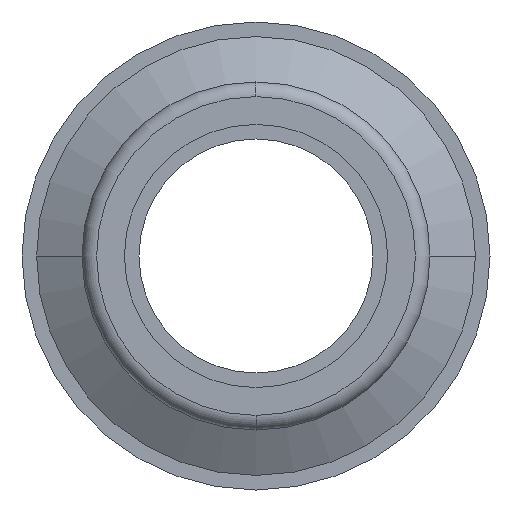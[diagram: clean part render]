
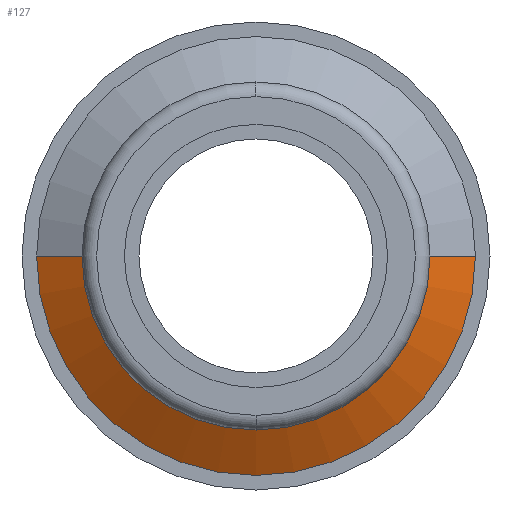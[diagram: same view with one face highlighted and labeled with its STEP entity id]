
A CAD part, front view. The second image highlights one B-rep face of the part: STEP entity #127.
In plain terms, the highlighted conical face has half-angle 60 degrees and reference radius 6.725 mm.
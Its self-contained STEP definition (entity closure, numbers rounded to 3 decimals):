
#127=ADVANCED_FACE('',(#264),#265,.T.);
#264=FACE_OUTER_BOUND('',#401,.T.);
#265=CONICAL_SURFACE('',#402,6.725,1.047);
#401=EDGE_LOOP('',(#697,#698,#699,#700));
#402=AXIS2_PLACEMENT_3D('',#701,#702,#703);
#697=ORIENTED_EDGE('',*,*,#852,.F.);
#698=ORIENTED_EDGE('',*,*,#850,.T.);
#699=ORIENTED_EDGE('',*,*,#854,.F.);
#700=ORIENTED_EDGE('',*,*,#792,.F.);
#701=CARTESIAN_POINT('',(0.0,9.447,0.0));
#702=DIRECTION('',(-0.0,1.0,-0.0));
#703=DIRECTION('',(1.0,0.0,0.0));
#792=EDGE_CURVE('',#933,#936,#937,.T.);
#850=EDGE_CURVE('',#964,#966,#1029,.T.);
#852=EDGE_CURVE('',#964,#933,#1031,.T.);
#854=EDGE_CURVE('',#936,#966,#1033,.T.);
#933=VERTEX_POINT('',#1124);
#936=VERTEX_POINT('',#1128);
#937=CIRCLE('',#1129,7.5);
#964=VERTEX_POINT('',#1161);
#966=VERTEX_POINT('',#1164);
#1029=CIRCLE('',#1232,5.95);
#1031=LINE('',#1234,#1235);
#1033=LINE('',#1237,#1238);
#1124=CARTESIAN_POINT('',(7.5,9.895,0.0));
#1128=CARTESIAN_POINT('',(-7.5,9.895,0.));
#1129=AXIS2_PLACEMENT_3D('',#1346,#1347,#1348);
#1161=CARTESIAN_POINT('',(5.95,9.0,0.0));
#1164=CARTESIAN_POINT('',(-5.95,9.0,0.));
#1232=AXIS2_PLACEMENT_3D('',#1462,#1463,#1464);
#1234=CARTESIAN_POINT('',(6.725,9.447,0.));
#1235=VECTOR('',#1465,1.0);
#1237=CARTESIAN_POINT('',(-6.725,9.447,0.));
#1238=VECTOR('',#1469,1.0);
#1346=CARTESIAN_POINT('',(0.0,9.895,0.0));
#1347=DIRECTION('',(-0.0,1.0,0.0));
#1348=DIRECTION('',(1.0,0.0,0.0));
#1462=CARTESIAN_POINT('',(0.0,9.0,0.0));
#1463=DIRECTION('',(-0.0,1.0,0.0));
#1464=DIRECTION('',(1.0,0.0,0.0));
#1465=DIRECTION('',(0.866,0.5,0.));
#1469=DIRECTION('',(0.866,-0.5,0.));
